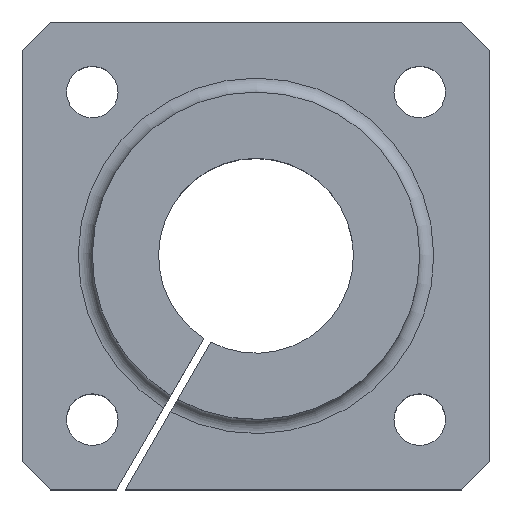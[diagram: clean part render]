
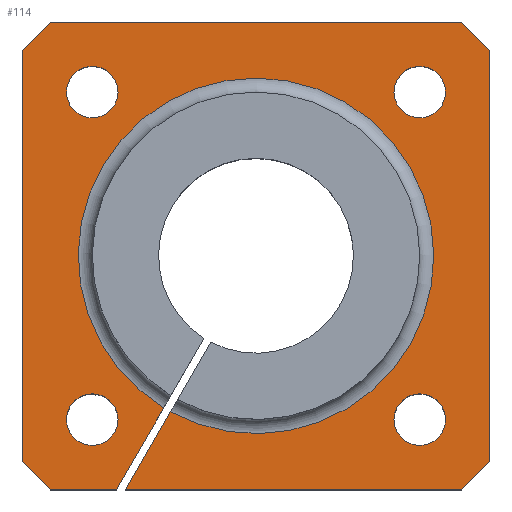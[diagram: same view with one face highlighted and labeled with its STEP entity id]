
A CAD part, top view. The second image highlights one B-rep face of the part: STEP entity #114.
In plain terms, the highlighted planar face has unit normal (0, 0, 1).
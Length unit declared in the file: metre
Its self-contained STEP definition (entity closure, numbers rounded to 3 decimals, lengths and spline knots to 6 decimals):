
#114 = ADVANCED_FACE( '', ( #234, #235, #236, #237, #238 ), #239, .T. );
#234 = FACE_OUTER_BOUND( '', #361, .T. );
#235 = FACE_BOUND( '', #362, .T. );
#236 = FACE_BOUND( '', #363, .T. );
#237 = FACE_BOUND( '', #364, .T. );
#238 = FACE_BOUND( '', #365, .T. );
#239 = PLANE( '', #366 );
#361 = EDGE_LOOP( '', ( #622, #623, #624, #625, #626, #627, #628, #629, #630, #631, #632, #633 ) );
#362 = EDGE_LOOP( '', ( #634 ) );
#363 = EDGE_LOOP( '', ( #635 ) );
#364 = EDGE_LOOP( '', ( #636 ) );
#365 = EDGE_LOOP( '', ( #637 ) );
#366 = AXIS2_PLACEMENT_3D( '', #638, #639, #640 );
#622 = ORIENTED_EDGE( '', *, *, #767, .F. );
#623 = ORIENTED_EDGE( '', *, *, #723, .T. );
#624 = ORIENTED_EDGE( '', *, *, #752, .T. );
#625 = ORIENTED_EDGE( '', *, *, #709, .T. );
#626 = ORIENTED_EDGE( '', *, *, #738, .T. );
#627 = ORIENTED_EDGE( '', *, *, #793, .T. );
#628 = ORIENTED_EDGE( '', *, *, #734, .T. );
#629 = ORIENTED_EDGE( '', *, *, #719, .T. );
#630 = ORIENTED_EDGE( '', *, *, #779, .T. );
#631 = ORIENTED_EDGE( '', *, *, #789, .T. );
#632 = ORIENTED_EDGE( '', *, *, #761, .F. );
#633 = ORIENTED_EDGE( '', *, *, #701, .T. );
#634 = ORIENTED_EDGE( '', *, *, #784, .T. );
#635 = ORIENTED_EDGE( '', *, *, #715, .T. );
#636 = ORIENTED_EDGE( '', *, *, #795, .T. );
#637 = ORIENTED_EDGE( '', *, *, #689, .T. );
#638 = CARTESIAN_POINT( '', ( -0.03, -0.03, 0.008 ) );
#639 = DIRECTION( '', ( 0., 0., 1. ) );
#640 = DIRECTION( '', ( 1., 0., 0. ) );
#689 = EDGE_CURVE( '', #804, #804, #805, .T. );
#701 = EDGE_CURVE( '', #825, #823, #826, .F. );
#709 = EDGE_CURVE( '', #838, #839, #840, .T. );
#715 = EDGE_CURVE( '', #849, #849, #850, .T. );
#719 = EDGE_CURVE( '', #857, #855, #858, .T. );
#723 = EDGE_CURVE( '', #863, #864, #865, .T. );
#734 = EDGE_CURVE( '', #880, #857, #881, .F. );
#738 = EDGE_CURVE( '', #839, #886, #887, .F. );
#752 = EDGE_CURVE( '', #864, #838, #908, .F. );
#761 = EDGE_CURVE( '', #825, #920, #921, .T. );
#767 = EDGE_CURVE( '', #863, #823, #930, .T. );
#779 = EDGE_CURVE( '', #855, #944, #945, .F. );
#784 = EDGE_CURVE( '', #952, #952, #953, .T. );
#789 = EDGE_CURVE( '', #944, #920, #958, .T. );
#793 = EDGE_CURVE( '', #886, #880, #962, .T. );
#795 = EDGE_CURVE( '', #964, #964, #965, .T. );
#804 = VERTEX_POINT( '', #976 );
#805 = CIRCLE( '', #977, 0.0033 );
#823 = VERTEX_POINT( '', #1017 );
#825 = VERTEX_POINT( '', #1032 );
#826 = CIRCLE( '', #1033, 0.0228 );
#838 = VERTEX_POINT( '', #1064 );
#839 = VERTEX_POINT( '', #1065 );
#840 = LINE( '', #1066, #1067 );
#849 = VERTEX_POINT( '', #1079 );
#850 = CIRCLE( '', #1080, 0.0033 );
#855 = VERTEX_POINT( '', #1086 );
#857 = VERTEX_POINT( '', #1089 );
#858 = LINE( '', #1090, #1091 );
#863 = VERTEX_POINT( '', #1097 );
#864 = VERTEX_POINT( '', #1098 );
#865 = LINE( '', #1099, #1100 );
#880 = VERTEX_POINT( '', #1121 );
#881 = LINE( '', #1122, #1123 );
#886 = VERTEX_POINT( '', #1130 );
#887 = LINE( '', #1131, #1132 );
#908 = LINE( '', #1162, #1163 );
#920 = VERTEX_POINT( '', #1181 );
#921 = LINE( '', #1182, #1183 );
#930 = LINE( '', #1196, #1197 );
#944 = VERTEX_POINT( '', #1215 );
#945 = LINE( '', #1216, #1217 );
#952 = VERTEX_POINT( '', #1226 );
#953 = CIRCLE( '', #1227, 0.0033 );
#958 = LINE( '', #1233, #1234 );
#962 = LINE( '', #1239, #1240 );
#964 = VERTEX_POINT( '', #1242 );
#965 = CIRCLE( '', #1243, 0.0033 );
#976 = CARTESIAN_POINT( '', ( -0.021, -0.0177, 0.008 ) );
#977 = AXIS2_PLACEMENT_3D( '', #1253, #1254, #1255 );
#1017 = CARTESIAN_POINT( '', ( -0.010964, -0.019991, 0.008 ) );
#1032 = CARTESIAN_POINT( '', ( -0.01183, -0.019491, 0.008 ) );
#1033 = AXIS2_PLACEMENT_3D( '', #1271, #1272, #1273 );
#1064 = CARTESIAN_POINT( '', ( 0.03, -0.0264, 0.008 ) );
#1065 = CARTESIAN_POINT( '', ( 0.03, 0.0264, 0.008 ) );
#1066 = CARTESIAN_POINT( '', ( 0.03, -0.03, 0.008 ) );
#1067 = VECTOR( '', #1278, 1. );
#1079 = CARTESIAN_POINT( '', ( -0.021, 0.0243, 0.008 ) );
#1080 = AXIS2_PLACEMENT_3D( '', #1285, #1286, #1287 );
#1086 = CARTESIAN_POINT( '', ( -0.03, -0.0264, 0.008 ) );
#1089 = CARTESIAN_POINT( '', ( -0.03, 0.0264, 0.008 ) );
#1090 = CARTESIAN_POINT( '', ( -0.03, 0.03, 0.008 ) );
#1091 = VECTOR( '', #1290, 1. );
#1097 = CARTESIAN_POINT( '', ( -0.016743, -0.03, 0.008 ) );
#1098 = CARTESIAN_POINT( '', ( 0.0264, -0.03, 0.008 ) );
#1099 = CARTESIAN_POINT( '', ( -0.03, -0.03, 0.008 ) );
#1100 = VECTOR( '', #1295, 1. );
#1121 = CARTESIAN_POINT( '', ( -0.0264, 0.03, 0.008 ) );
#1122 = CARTESIAN_POINT( '', ( -0.0582, -0.0018, 0.008 ) );
#1123 = VECTOR( '', #1305, 1. );
#1130 = CARTESIAN_POINT( '', ( 0.0264, 0.03, 0.008 ) );
#1131 = CARTESIAN_POINT( '', ( 0.0282, 0.0282, 0.008 ) );
#1132 = VECTOR( '', #1308, 1. );
#1162 = CARTESIAN_POINT( '', ( -0.0018, -0.0582, 0.008 ) );
#1163 = VECTOR( '', #1318, 1. );
#1181 = CARTESIAN_POINT( '', ( -0.017898, -0.03, 0.008 ) );
#1182 = CARTESIAN_POINT( '', ( -0.020923, -0.03524, 0.008 ) );
#1183 = VECTOR( '', #1325, 1. );
#1196 = CARTESIAN_POINT( '', ( -0.020057, -0.03574, 0.008 ) );
#1197 = VECTOR( '', #1330, 1. );
#1215 = CARTESIAN_POINT( '', ( -0.0264, -0.03, 0.008 ) );
#1216 = CARTESIAN_POINT( '', ( -0.0282, -0.0282, 0.008 ) );
#1217 = VECTOR( '', #1344, 1. );
#1226 = CARTESIAN_POINT( '', ( 0.021, -0.0177, 0.008 ) );
#1227 = AXIS2_PLACEMENT_3D( '', #1350, #1351, #1352 );
#1233 = CARTESIAN_POINT( '', ( -0.03, -0.03, 0.008 ) );
#1234 = VECTOR( '', #1357, 1. );
#1239 = CARTESIAN_POINT( '', ( 0.03, 0.03, 0.008 ) );
#1240 = VECTOR( '', #1359, 1. );
#1242 = CARTESIAN_POINT( '', ( 0.021, 0.0243, 0.008 ) );
#1243 = AXIS2_PLACEMENT_3D( '', #1360, #1361, #1362 );
#1253 = CARTESIAN_POINT( '', ( -0.021, -0.021, 0.008 ) );
#1254 = DIRECTION( '', ( 0., 0., -1. ) );
#1255 = DIRECTION( '', ( 0., 1., 0. ) );
#1271 = CARTESIAN_POINT( '', ( 0., 0., 0.008 ) );
#1272 = DIRECTION( '', ( 0., 0., 1. ) );
#1273 = DIRECTION( '', ( 1., 0., 0. ) );
#1278 = DIRECTION( '', ( 0., 1., 0. ) );
#1285 = CARTESIAN_POINT( '', ( -0.021, 0.021, 0.008 ) );
#1286 = DIRECTION( '', ( 0., 0., -1. ) );
#1287 = DIRECTION( '', ( 0., 1., 0. ) );
#1290 = DIRECTION( '', ( 0., -1., 0. ) );
#1295 = DIRECTION( '', ( 1., 0., 0. ) );
#1305 = DIRECTION( '', ( 0.707, 0.707, 0. ) );
#1308 = DIRECTION( '', ( 0.707, -0.707, 0. ) );
#1318 = DIRECTION( '', ( -0.707, -0.707, 0. ) );
#1325 = DIRECTION( '', ( -0.5, -0.866, 0. ) );
#1330 = DIRECTION( '', ( 0.5, 0.866, 0. ) );
#1344 = DIRECTION( '', ( -0.707, 0.707, 0. ) );
#1350 = CARTESIAN_POINT( '', ( 0.021, -0.021, 0.008 ) );
#1351 = DIRECTION( '', ( 0., 0., -1. ) );
#1352 = DIRECTION( '', ( 0., 1., 0. ) );
#1357 = DIRECTION( '', ( 1., 0., 0. ) );
#1359 = DIRECTION( '', ( -1., 0., 0. ) );
#1360 = CARTESIAN_POINT( '', ( 0.021, 0.021, 0.008 ) );
#1361 = DIRECTION( '', ( 0., 0., -1. ) );
#1362 = DIRECTION( '', ( 0., 1., 0. ) );
